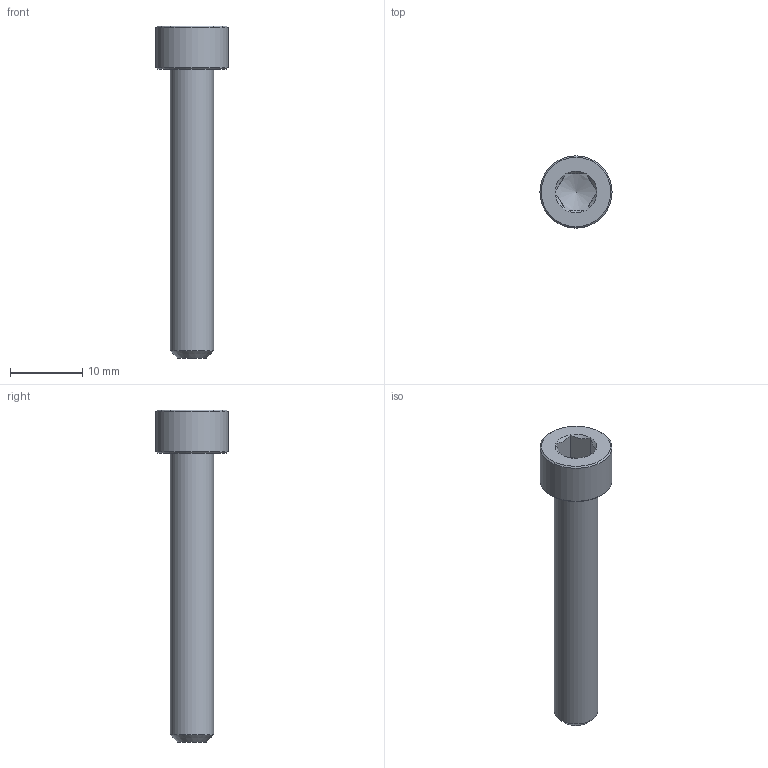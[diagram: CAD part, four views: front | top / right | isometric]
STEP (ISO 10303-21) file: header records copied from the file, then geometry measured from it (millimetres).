
FILE_DESCRIPTION(('FreeCAD Model'),'2;1');
FILE_NAME('ISO4762_Hex_Socket_Head_Cap_Screw_M6x40.step', '2014-11-09T13:45:39',('FreeCAD'),('FreeCAD'), 'Open CASCADE STEP processor 6.7','FreeCAD','Unknown');
FILE_SCHEMA(('AUTOMOTIVE_DESIGN_CC2 { 1 2 10303 214 -1 1 5 4 }'));
Length unit declared in the file: millimetre
Products named in the file (1): Chamfer001
Bounding box: 10 x 10 x 46 mm (x, y, z)
Volume: 1501.4 mm3; surface area: 1145.5 mm2
Topology: 1 solids, 1 shells, 21 faces, 50 edges, 32 vertices
Faces by surface type: cone 10, plane 9, cylinder 2
Full cylindrical faces by diameter (mm): 6 x1, 10 x1
Entity records: 1313 total; most frequent: CARTESIAN_POINT 364, DIRECTION 162, ORIENTED_EDGE 98, PCURVE 98, DEFINITIONAL_REPRESENTATION 98, LINE 58, VECTOR 58, EDGE_CURVE 49
